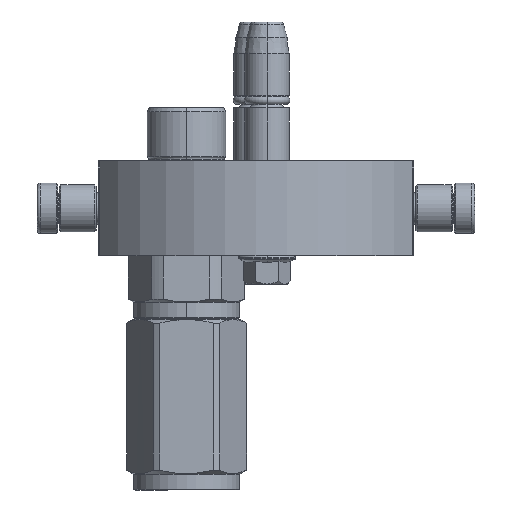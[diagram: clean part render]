
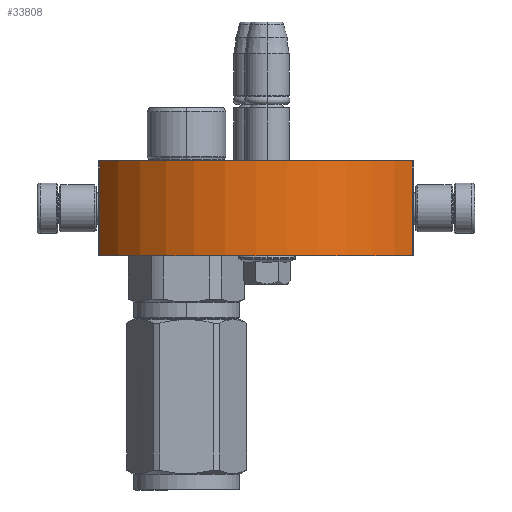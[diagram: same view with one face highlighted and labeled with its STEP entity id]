
A CAD part, left-side view. The second image highlights one B-rep face of the part: STEP entity #33808.
In plain terms, the highlighted cylindrical face has radius 57.25 mm (diameter 114.5 mm), a partial arc.
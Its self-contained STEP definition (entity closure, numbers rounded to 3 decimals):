
#1334 = CIRCLE ( 'NONE', #13106, 57.25 ) ;
#2110 = CARTESIAN_POINT ( 'NONE',  ( 0., 0., 0. ) ) ;
#2288 = EDGE_CURVE ( 'NONE', #38004, #31740, #1334, .T. ) ;
#2545 = EDGE_CURVE ( 'NONE', #18027, #31740, #3905, .T. ) ;
#3163 = DIRECTION ( 'NONE',  ( 0., 1., 0. ) ) ;
#3905 = LINE ( 'NONE', #13070, #29473 ) ;
#5551 = DIRECTION ( 'NONE',  ( 0., -1., 0. ) ) ;
#6003 = CARTESIAN_POINT ( 'NONE',  ( -49.5, 0., -28.763 ) ) ;
#6732 = ORIENTED_EDGE ( 'NONE', *, *, #33698, .T. ) ;
#8690 = CARTESIAN_POINT ( 'NONE',  ( 0., 0., 0. ) ) ;
#9009 = VERTEX_POINT ( 'NONE', #14759 ) ;
#10186 = CYLINDRICAL_SURFACE ( 'NONE', #17737, 57.25 ) ;
#11295 = ORIENTED_EDGE ( 'NONE', *, *, #30314, .F. ) ;
#12277 = DIRECTION ( 'NONE',  ( 0., 1., 0. ) ) ;
#13070 = CARTESIAN_POINT ( 'NONE',  ( -49.5, 0., -28.763 ) ) ;
#13106 = AXIS2_PLACEMENT_3D ( 'NONE', #30931, #27198, #27343 ) ;
#13522 = VECTOR ( 'NONE', #13888, 1000. ) ;
#13572 = CARTESIAN_POINT ( 'NONE',  ( 49.5, 30., -28.763 ) ) ;
#13888 = DIRECTION ( 'NONE',  ( 0., 1., 0. ) ) ;
#14759 = CARTESIAN_POINT ( 'NONE',  ( 49.5, 0., -28.763 ) ) ;
#15727 = DIRECTION ( 'NONE',  ( 1., 0., 0. ) ) ;
#17346 = CIRCLE ( 'NONE', #38819, 57.25 ) ;
#17737 = AXIS2_PLACEMENT_3D ( 'NONE', #2110, #5551, #15727 ) ;
#18027 = VERTEX_POINT ( 'NONE', #6003 ) ;
#21100 = ORIENTED_EDGE ( 'NONE', *, *, #2545, .T. ) ;
#23875 = CARTESIAN_POINT ( 'NONE',  ( -49.5, 30., -28.763 ) ) ;
#25772 = LINE ( 'NONE', #27164, #13522 ) ;
#27052 = FACE_OUTER_BOUND ( 'NONE', #37612, .T. ) ;
#27164 = CARTESIAN_POINT ( 'NONE',  ( 49.5, 0., -28.763 ) ) ;
#27198 = DIRECTION ( 'NONE',  ( 0., 1., 0. ) ) ;
#27343 = DIRECTION ( 'NONE',  ( 0.865, 0., -0.502 ) ) ;
#28565 = DIRECTION ( 'NONE',  ( 0.865, 0., -0.502 ) ) ;
#29473 = VECTOR ( 'NONE', #3163, 1000. ) ;
#30314 = EDGE_CURVE ( 'NONE', #9009, #38004, #25772, .T. ) ;
#30931 = CARTESIAN_POINT ( 'NONE',  ( 0., 30., 0. ) ) ;
#31740 = VERTEX_POINT ( 'NONE', #23875 ) ;
#33698 = EDGE_CURVE ( 'NONE', #9009, #18027, #17346, .T. ) ;
#33808 = ADVANCED_FACE ( 'NONE', ( #27052 ), #10186, .T. ) ;
#37612 = EDGE_LOOP ( 'NONE', ( #37717, #11295, #6732, #21100 ) ) ;
#37717 = ORIENTED_EDGE ( 'NONE', *, *, #2288, .F. ) ;
#38004 = VERTEX_POINT ( 'NONE', #13572 ) ;
#38819 = AXIS2_PLACEMENT_3D ( 'NONE', #8690, #12277, #28565 ) ;
